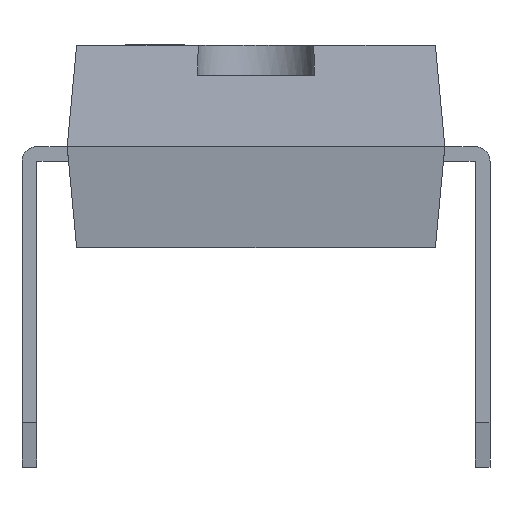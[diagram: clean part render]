
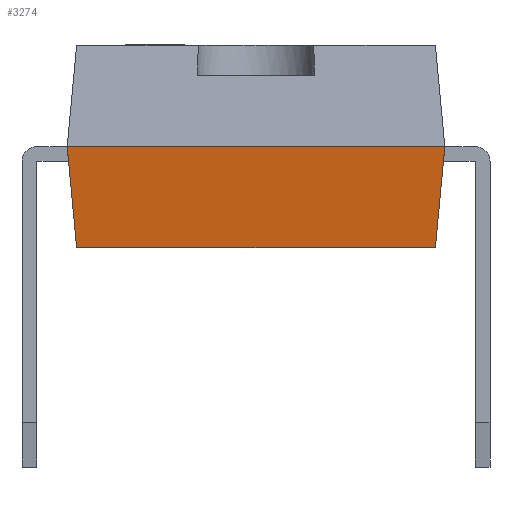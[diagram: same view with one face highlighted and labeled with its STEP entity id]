
A CAD part, front view. The second image highlights one B-rep face of the part: STEP entity #3274.
In plain terms, the highlighted free-form (B-spline) face has degree [1, 1] with [2, 2] control points.
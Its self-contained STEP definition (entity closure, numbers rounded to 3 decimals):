
#737 = VERTEX_POINT('',#738);
#738 = CARTESIAN_POINT('',(-3.175,-4.795,2.21));
#886 = VERTEX_POINT('',#887);
#887 = CARTESIAN_POINT('',(3.175,-4.795,2.21));
#892 = EDGE_CURVE('',#737,#886,#893,.T.);
#893 = LINE('',#894,#895);
#894 = CARTESIAN_POINT('',(-3.175,-4.795,2.21));
#895 = VECTOR('',#896,1.);
#896 = DIRECTION('',(1.,0.,0.));
#3110 = EDGE_CURVE('',#737,#3111,#3113,.T.);
#3111 = VERTEX_POINT('',#3112);
#3112 = CARTESIAN_POINT('',(-3.016,-4.555,0.51));
#3113 = B_SPLINE_CURVE_WITH_KNOTS('',1,(#3114,#3115),.UNSPECIFIED.,.F.,
  .F.,(2,2),(0.,1.),.PIECEWISE_BEZIER_KNOTS.);
#3114 = CARTESIAN_POINT('',(-3.175,-4.795,2.21));
#3115 = CARTESIAN_POINT('',(-3.016,-4.555,0.51));
#3274 = ADVANCED_FACE('',(#3275),#3292,.F.);
#3275 = FACE_BOUND('',#3276,.F.);
#3276 = EDGE_LOOP('',(#3277,#3278,#3285,#3291));
#3277 = ORIENTED_EDGE('',*,*,#892,.T.);
#3278 = ORIENTED_EDGE('',*,*,#3279,.T.);
#3279 = EDGE_CURVE('',#886,#3280,#3282,.T.);
#3280 = VERTEX_POINT('',#3281);
#3281 = CARTESIAN_POINT('',(3.016,-4.555,0.51));
#3282 = B_SPLINE_CURVE_WITH_KNOTS('',1,(#3283,#3284),.UNSPECIFIED.,.F.,
  .F.,(2,2),(0.,1.),.PIECEWISE_BEZIER_KNOTS.);
#3283 = CARTESIAN_POINT('',(3.175,-4.795,2.21));
#3284 = CARTESIAN_POINT('',(3.016,-4.555,0.51));
#3285 = ORIENTED_EDGE('',*,*,#3286,.F.);
#3286 = EDGE_CURVE('',#3111,#3280,#3287,.T.);
#3287 = LINE('',#3288,#3289);
#3288 = CARTESIAN_POINT('',(-3.016,-4.555,0.51));
#3289 = VECTOR('',#3290,1.);
#3290 = DIRECTION('',(1.,0.,0.));
#3291 = ORIENTED_EDGE('',*,*,#3110,.F.);
#3292 = B_SPLINE_SURFACE_WITH_KNOTS('',1,1,(
    (#3293,#3294)
    ,(#3295,#3296
    )),.UNSPECIFIED.,.F.,.F.,.F.,(2,2),(2,2),(0.,6.35),(0.,1.),
  .PIECEWISE_BEZIER_KNOTS.);
#3293 = CARTESIAN_POINT('',(-3.175,-4.795,2.21));
#3294 = CARTESIAN_POINT('',(-3.016,-4.555,0.51));
#3295 = CARTESIAN_POINT('',(3.175,-4.795,2.21));
#3296 = CARTESIAN_POINT('',(3.016,-4.555,0.51));
